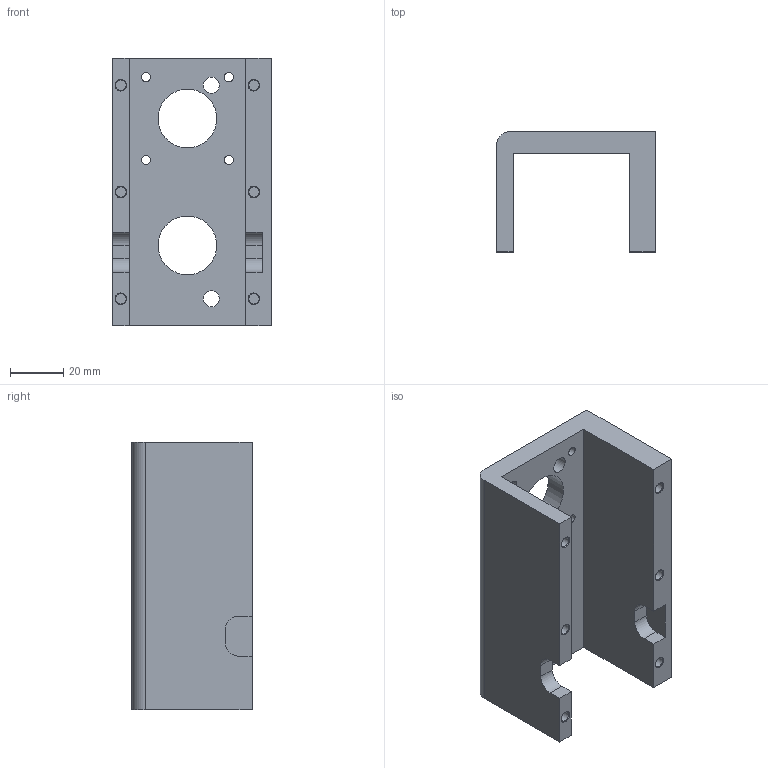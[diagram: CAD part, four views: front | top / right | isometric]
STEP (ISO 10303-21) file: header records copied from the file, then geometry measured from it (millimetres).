
FILE_DESCRIPTION(/* description */ (''),/* implementation_level */ '2;1');
FILE_NAME(/* name */ 'Кронштейн двигателя.stp',/* time_stamp */ '2024-01-23T21:38:22+03:00',/* author */ ('К'),/* organization */ (''),/* preprocessor_version */ 'ST-DEVELOPER v18.1',/* originating_system */ 'Autodesk Inventor 2022',/* authorisation */ '');
FILE_SCHEMA (('AUTOMOTIVE_DESIGN { 1 0 10303 214 3 1 1 }'));
Length unit declared in the file: millimetre
Products named in the file (1): Кронштейн двигателя
Bounding box: 59.45 x 45 x 100 mm (x, y, z)
Volume: 96468.9 mm3; surface area: 30699.1 mm2
Topology: 1 solids, 1 shells, 53 faces, 125 edges, 80 vertices
Faces by surface type: plane 24, cylinder 19, cone 10
Full cylindrical faces by diameter (mm): 3.4 x4, 3.9 x6, 6 x2, 22 x2
Entity records: 1600 total; most frequent: DIRECTION 281, CARTESIAN_POINT 259, ORIENTED_EDGE 250, EDGE_CURVE 125, AXIS2_PLACEMENT_3D 102, VERTEX_POINT 80, LINE 77, VECTOR 77
